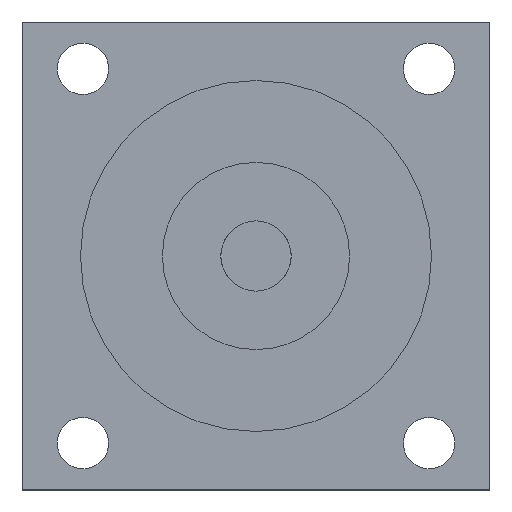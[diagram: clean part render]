
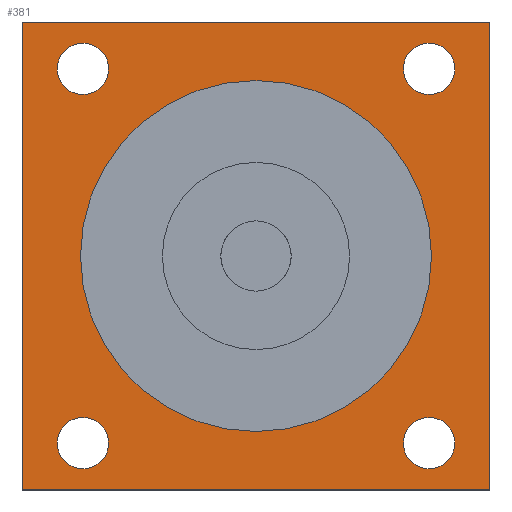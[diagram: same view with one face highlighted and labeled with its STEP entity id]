
A CAD part, left-side view. The second image highlights one B-rep face of the part: STEP entity #381.
In plain terms, the highlighted face is planar.
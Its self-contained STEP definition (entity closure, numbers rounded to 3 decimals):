
#22=PLANE('',#427);
#35=FACE_BOUND('',#103,.T.);
#36=FACE_BOUND('',#104,.T.);
#37=FACE_BOUND('',#105,.T.);
#38=FACE_BOUND('',#106,.T.);
#39=FACE_BOUND('',#107,.T.);
#55=CIRCLE('',#428,2.2);
#56=CIRCLE('',#429,2.2);
#57=CIRCLE('',#430,2.2);
#58=CIRCLE('',#431,2.2);
#59=CIRCLE('',#432,15.);
#75=FACE_OUTER_BOUND('',#102,.T.);
#102=EDGE_LOOP('',(#299,#300,#301,#302));
#103=EDGE_LOOP('',(#303));
#104=EDGE_LOOP('',(#304));
#105=EDGE_LOOP('',(#305));
#106=EDGE_LOOP('',(#306));
#107=EDGE_LOOP('',(#307));
#134=LINE('',#686,#157);
#135=LINE('',#688,#158);
#136=LINE('',#690,#159);
#137=LINE('',#691,#160);
#157=VECTOR('',#498,10.);
#158=VECTOR('',#499,10.);
#159=VECTOR('',#500,10.);
#160=VECTOR('',#501,10.);
#195=VERTEX_POINT('',#684);
#196=VERTEX_POINT('',#685);
#197=VERTEX_POINT('',#687);
#198=VERTEX_POINT('',#689);
#199=VERTEX_POINT('',#692);
#200=VERTEX_POINT('',#694);
#201=VERTEX_POINT('',#696);
#202=VERTEX_POINT('',#698);
#203=VERTEX_POINT('',#700);
#234=EDGE_CURVE('',#195,#196,#134,.T.);
#235=EDGE_CURVE('',#196,#197,#135,.T.);
#236=EDGE_CURVE('',#197,#198,#136,.T.);
#237=EDGE_CURVE('',#198,#195,#137,.T.);
#238=EDGE_CURVE('',#199,#199,#55,.T.);
#239=EDGE_CURVE('',#200,#200,#56,.T.);
#240=EDGE_CURVE('',#201,#201,#57,.T.);
#241=EDGE_CURVE('',#202,#202,#58,.T.);
#242=EDGE_CURVE('',#203,#203,#59,.T.);
#299=ORIENTED_EDGE('',*,*,#234,.T.);
#300=ORIENTED_EDGE('',*,*,#235,.T.);
#301=ORIENTED_EDGE('',*,*,#236,.T.);
#302=ORIENTED_EDGE('',*,*,#237,.T.);
#303=ORIENTED_EDGE('',*,*,#238,.T.);
#304=ORIENTED_EDGE('',*,*,#239,.T.);
#305=ORIENTED_EDGE('',*,*,#240,.T.);
#306=ORIENTED_EDGE('',*,*,#241,.T.);
#307=ORIENTED_EDGE('',*,*,#242,.T.);
#381=ADVANCED_FACE('',(#75,#35,#36,#37,#38,#39),#22,.F.);
#427=AXIS2_PLACEMENT_3D('',#683,#496,#497);
#428=AXIS2_PLACEMENT_3D('',#693,#502,#503);
#429=AXIS2_PLACEMENT_3D('',#695,#504,#505);
#430=AXIS2_PLACEMENT_3D('',#697,#506,#507);
#431=AXIS2_PLACEMENT_3D('',#699,#508,#509);
#432=AXIS2_PLACEMENT_3D('',#701,#510,#511);
#496=DIRECTION('center_axis',(0.,0.,1.));
#497=DIRECTION('ref_axis',(1.,0.,0.));
#498=DIRECTION('',(-1.,0.,0.));
#499=DIRECTION('',(0.,1.,0.));
#500=DIRECTION('',(1.,0.,0.));
#501=DIRECTION('',(0.,-1.,0.));
#502=DIRECTION('center_axis',(0.,0.,1.));
#503=DIRECTION('ref_axis',(1.,0.,0.));
#504=DIRECTION('center_axis',(0.,0.,1.));
#505=DIRECTION('ref_axis',(1.,0.,0.));
#506=DIRECTION('center_axis',(0.,0.,1.));
#507=DIRECTION('ref_axis',(1.,0.,0.));
#508=DIRECTION('center_axis',(0.,0.,1.));
#509=DIRECTION('ref_axis',(1.,0.,0.));
#510=DIRECTION('center_axis',(0.,0.,1.));
#511=DIRECTION('ref_axis',(1.,0.,0.));
#683=CARTESIAN_POINT('Origin',(0.,0.,35.25));
#684=CARTESIAN_POINT('',(20.,-20.,35.25));
#685=CARTESIAN_POINT('',(-20.,-20.,35.25));
#686=CARTESIAN_POINT('',(-10.,-20.,35.25));
#687=CARTESIAN_POINT('',(-20.,20.,35.25));
#688=CARTESIAN_POINT('',(-20.,10.,35.25));
#689=CARTESIAN_POINT('',(20.,20.,35.25));
#690=CARTESIAN_POINT('',(10.,20.,35.25));
#691=CARTESIAN_POINT('',(20.,-10.,35.25));
#692=CARTESIAN_POINT('',(13.8,14.8,35.25));
#693=CARTESIAN_POINT('Origin',(16.,14.8,35.25));
#694=CARTESIAN_POINT('',(-18.2,-14.8,35.25));
#695=CARTESIAN_POINT('Origin',(-16.,-14.8,35.25));
#696=CARTESIAN_POINT('',(13.8,-14.8,35.25));
#697=CARTESIAN_POINT('Origin',(16.,-14.8,35.25));
#698=CARTESIAN_POINT('',(-18.2,14.8,35.25));
#699=CARTESIAN_POINT('Origin',(-16.,14.8,35.25));
#700=CARTESIAN_POINT('',(-15.,0.,35.25));
#701=CARTESIAN_POINT('Origin',(0.,0.,35.25));
